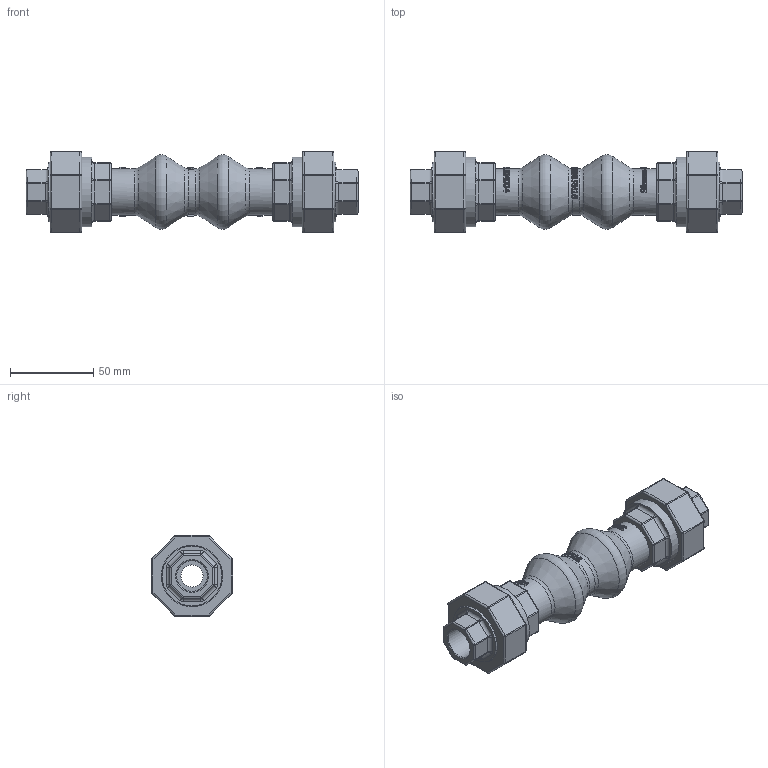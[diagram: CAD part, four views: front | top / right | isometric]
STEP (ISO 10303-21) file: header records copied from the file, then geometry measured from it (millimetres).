
FILE_DESCRIPTION(/* description */ ('1504004'),/* implementation_level */ '2;1');
FILE_NAME(/* name */ '1504004.stp',/* time_stamp */ '2015-07-07T08:37:03+02:00',/* author */ ('jmorand'),/* organization */ ('Sferaco'),/* preprocessor_version */ 'ST-DEVELOPER v16.1',/* originating_system */ 'Autodesk Inventor 2016',/* authorisation */ '');
FILE_SCHEMA (('AUTOMOTIVE_DESIGN { 1 0 10303 214 3 1 1 }'));
Products named in the file (1): 1504004_bd
Bounding box: 200 x 49 x 49 mm (x, y, z)
Volume: 172305.6 mm3; surface area: 48144.3 mm2
Topology: 1 solids, 3 shells, 1202 faces, 3076 edges, 1959 vertices
Faces by surface type: plane 421, bspline 412, cylinder 249, sphere 64, torus 46, cone 10
Full cylindrical faces by diameter (mm): 13.366 x2, 14 x1, 18.631 x2, 24 x2, 28 x3, 36 x2, 37 x2, 39 x2, 39.835 x2, 42 x2
Entity records: 47314 total; most frequent: CARTESIAN_POINT 19506, ORIENTED_EDGE 6020, DIRECTION 4545, EDGE_CURVE 3010, VERTEX_POINT 1941, AXIS2_PLACEMENT_3D 1578, LINE 1389, VECTOR 1389
